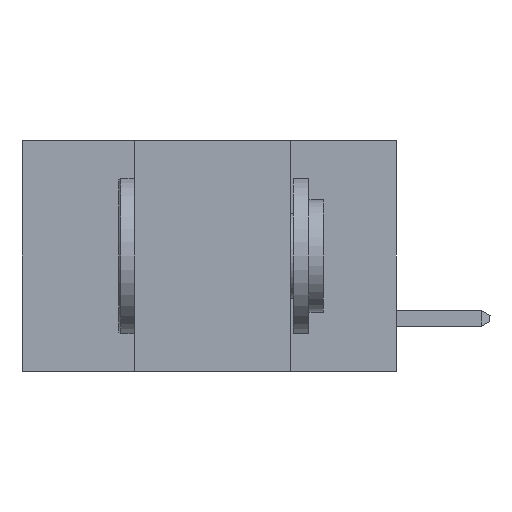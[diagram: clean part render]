
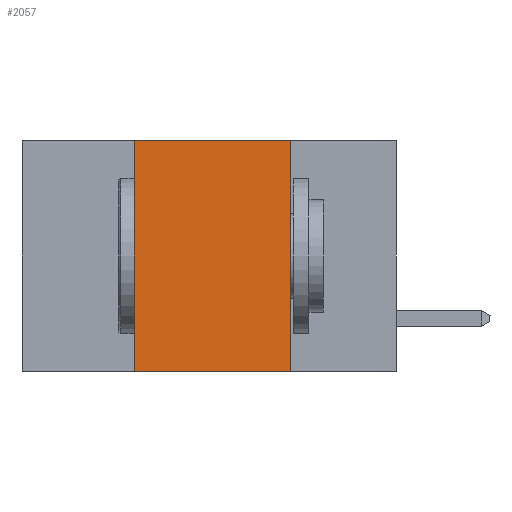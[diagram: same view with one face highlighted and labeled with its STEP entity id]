
A CAD part, left-side view. The second image highlights one B-rep face of the part: STEP entity #2057.
In plain terms, the highlighted planar face has unit normal (-1, 0, 0).
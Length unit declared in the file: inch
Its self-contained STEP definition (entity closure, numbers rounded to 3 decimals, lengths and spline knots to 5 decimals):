
#534 = VECTOR ( 'NONE', #1904, 39.37008 ) ;
#651 = EDGE_LOOP ( 'NONE', ( #7178, #12369, #4463, #18633 ) ) ;
#1097 = VERTEX_POINT ( 'NONE', #16679 ) ;
#1114 = VECTOR ( 'NONE', #2500, 39.37008 ) ;
#1232 = EDGE_CURVE ( 'NONE', #7305, #1097, #15432, .T. ) ;
#1703 = CARTESIAN_POINT ( 'NONE',  ( 0., 0.6, 0. ) ) ;
#1904 = DIRECTION ( 'NONE',  ( 0., -1., 0. ) ) ;
#2057 = ADVANCED_FACE ( 'NONE', ( #10101 ), #5610, .F. ) ;
#2135 = EDGE_CURVE ( 'NONE', #12529, #7305, #10463, .T. ) ;
#2500 = DIRECTION ( 'NONE',  ( 0., 0., -1. ) ) ;
#3598 = CARTESIAN_POINT ( 'NONE',  ( 0., 0.42, -0.37 ) ) ;
#3782 = LINE ( 'NONE', #3598, #13105 ) ;
#4463 = ORIENTED_EDGE ( 'NONE', *, *, #10458, .F. ) ;
#5610 = PLANE ( 'NONE',  #16922 ) ;
#5812 = CARTESIAN_POINT ( 'NONE',  ( 0., 0.6, 0. ) ) ;
#6692 = CARTESIAN_POINT ( 'NONE',  ( 0., 0.17, -0.37 ) ) ;
#6735 = DIRECTION ( 'NONE',  ( 0., 0., 1. ) ) ;
#7178 = ORIENTED_EDGE ( 'NONE', *, *, #1232, .F. ) ;
#7305 = VERTEX_POINT ( 'NONE', #7653 ) ;
#7647 = CARTESIAN_POINT ( 'NONE',  ( 0., 0.42, 0. ) ) ;
#7653 = CARTESIAN_POINT ( 'NONE',  ( 0., 0.17, 0. ) ) ;
#8480 = DIRECTION ( 'NONE',  ( 0., 0., -1. ) ) ;
#8537 = EDGE_CURVE ( 'NONE', #14666, #1097, #12300, .T. ) ;
#9472 = CARTESIAN_POINT ( 'NONE',  ( 0., 0.6, -0.37 ) ) ;
#10101 = FACE_OUTER_BOUND ( 'NONE', #651, .T. ) ;
#10458 = EDGE_CURVE ( 'NONE', #14666, #12529, #3782, .T. ) ;
#10463 = LINE ( 'NONE', #1703, #534 ) ;
#12300 = LINE ( 'NONE', #9472, #12745 ) ;
#12369 = ORIENTED_EDGE ( 'NONE', *, *, #2135, .F. ) ;
#12529 = VERTEX_POINT ( 'NONE', #7647 ) ;
#12745 = VECTOR ( 'NONE', #16684, 39.37008 ) ;
#12924 = CARTESIAN_POINT ( 'NONE',  ( 0., 0.42, -0.37 ) ) ;
#13105 = VECTOR ( 'NONE', #6735, 39.37008 ) ;
#14666 = VERTEX_POINT ( 'NONE', #12924 ) ;
#15432 = LINE ( 'NONE', #6692, #1114 ) ;
#15883 = DIRECTION ( 'NONE',  ( 1., 0., 0. ) ) ;
#16679 = CARTESIAN_POINT ( 'NONE',  ( 0., 0.17, -0.37 ) ) ;
#16684 = DIRECTION ( 'NONE',  ( 0., -1., 0. ) ) ;
#16922 = AXIS2_PLACEMENT_3D ( 'NONE', #5812, #15883, #8480 ) ;
#18633 = ORIENTED_EDGE ( 'NONE', *, *, #8537, .T. ) ;
